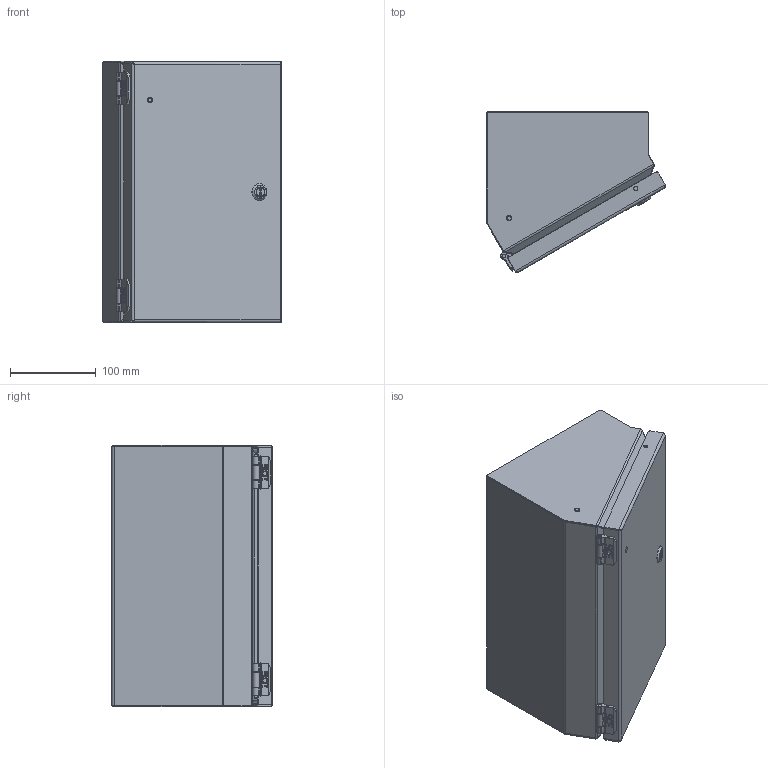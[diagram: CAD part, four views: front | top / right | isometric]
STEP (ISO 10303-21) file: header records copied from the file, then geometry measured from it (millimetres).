
FILE_DESCRIPTION (( 'STEP AP214' ), '1' );
FILE_NAME ('SCE-8C12ELJ.STEP', '2021-01-02T18:00:11', ( '' ), ( '' ), 'SwSTEP 2.0', 'SolidWorks 2019', '' );
FILE_SCHEMA (( 'AUTOMOTIVE_DESIGN' ));
Length unit declared in the file: inch
Products named in the file (1): SCE-8C12ELJ
Bounding box: 208.31 x 187.46 x 304.9 mm (x, y, z)
Volume: 553898.4 mm3; surface area: 682998.3 mm2
Topology: 24 solids, 26 shells, 1046 faces, 2490 edges, 1516 vertices
Faces by surface type: cylinder 434, plane 426, torus 82, bspline 70, cone 22, sphere 12
Entity records: 53996 total; most frequent: CARTESIAN_POINT 29518, DIRECTION 5097, ORIENTED_EDGE 4962, EDGE_CURVE 2481, AXIS2_PLACEMENT_3D 1875, VERTEX_POINT 1516, LINE 1347, VECTOR 1347
